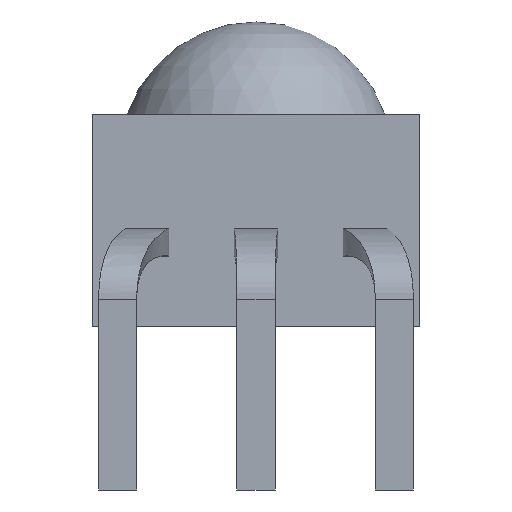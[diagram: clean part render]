
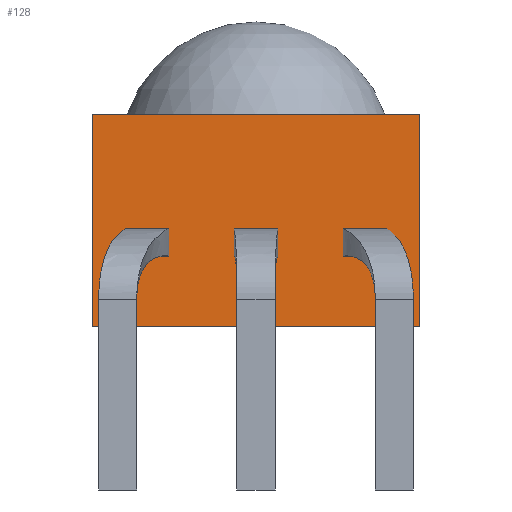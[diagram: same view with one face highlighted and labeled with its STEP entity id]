
A CAD part, left-side view. The second image highlights one B-rep face of the part: STEP entity #128.
In plain terms, the highlighted planar face has unit normal (-1, 0, 0).
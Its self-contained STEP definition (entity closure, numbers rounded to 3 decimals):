
#2 = CARTESIAN_POINT ( 'NONE',  ( -4.3, -2.4, 1.3 ) ) ;
#3 = LINE ( 'NONE', #1274, #328 ) ;
#11 = VECTOR ( 'NONE', #639, 1000. ) ;
#19 = EDGE_CURVE ( 'NONE', #333, #1131, #822, .T. ) ;
#38 = ORIENTED_EDGE ( 'NONE', *, *, #453, .F. ) ;
#41 = DIRECTION ( 'NONE',  ( 0., 1., 0. ) ) ;
#44 = FACE_OUTER_BOUND ( 'NONE', #1428, .T. ) ;
#49 = VERTEX_POINT ( 'NONE', #480 ) ;
#56 = VECTOR ( 'NONE', #1270, 1000. ) ;
#117 = LINE ( 'NONE', #1149, #185 ) ;
#127 = LINE ( 'NONE', #2, #1258 ) ;
#128 = ADVANCED_FACE ( 'NONE', ( #608, #44, #1439, #1476 ), #1017, .F. ) ;
#144 = CARTESIAN_POINT ( 'NONE',  ( -4.3, -0.4, 1.8 ) ) ;
#149 = DIRECTION ( 'NONE',  ( 0., -1., 0. ) ) ;
#156 = LINE ( 'NONE', #615, #278 ) ;
#159 = CARTESIAN_POINT ( 'NONE',  ( -4.3, -3., 0. ) ) ;
#160 = DIRECTION ( 'NONE',  ( 0., 0., -1. ) ) ;
#167 = CARTESIAN_POINT ( 'NONE',  ( -4.3, 0.4, 1.8 ) ) ;
#182 = VERTEX_POINT ( 'NONE', #965 ) ;
#185 = VECTOR ( 'NONE', #247, 1000. ) ;
#195 = ORIENTED_EDGE ( 'NONE', *, *, #465, .F. ) ;
#210 = CARTESIAN_POINT ( 'NONE',  ( -4.3, 0.4, 1.3 ) ) ;
#221 = EDGE_LOOP ( 'NONE', ( #304, #1113, #939, #307 ) ) ;
#231 = CARTESIAN_POINT ( 'NONE',  ( -4.3, -3., 3.9 ) ) ;
#240 = DIRECTION ( 'NONE',  ( 0., -1., 0. ) ) ;
#242 = EDGE_CURVE ( 'NONE', #868, #1395, #156, .T. ) ;
#247 = DIRECTION ( 'NONE',  ( 0., 0., -1. ) ) ;
#251 = CARTESIAN_POINT ( 'NONE',  ( -4.3, 1.6, 1.3 ) ) ;
#254 = DIRECTION ( 'NONE',  ( 0., 1., 0. ) ) ;
#278 = VECTOR ( 'NONE', #41, 1000. ) ;
#290 = LINE ( 'NONE', #167, #913 ) ;
#291 = ORIENTED_EDGE ( 'NONE', *, *, #772, .F. ) ;
#296 = CARTESIAN_POINT ( 'NONE',  ( -4.3, 2.4, 1.3 ) ) ;
#301 = ORIENTED_EDGE ( 'NONE', *, *, #1030, .F. ) ;
#304 = ORIENTED_EDGE ( 'NONE', *, *, #588, .F. ) ;
#307 = ORIENTED_EDGE ( 'NONE', *, *, #1388, .F. ) ;
#310 = CARTESIAN_POINT ( 'NONE',  ( -4.3, -0.4, 1.3 ) ) ;
#318 = CARTESIAN_POINT ( 'NONE',  ( -4.3, 2.4, 1.3 ) ) ;
#328 = VECTOR ( 'NONE', #376, 1000. ) ;
#333 = VERTEX_POINT ( 'NONE', #310 ) ;
#335 = DIRECTION ( 'NONE',  ( 0., 0., 1. ) ) ;
#342 = VERTEX_POINT ( 'NONE', #318 ) ;
#344 = LINE ( 'NONE', #799, #857 ) ;
#355 = CARTESIAN_POINT ( 'NONE',  ( -4.3, 0.4, 1.8 ) ) ;
#359 = CARTESIAN_POINT ( 'NONE',  ( -4.3, -2.4, 1.3 ) ) ;
#376 = DIRECTION ( 'NONE',  ( 0., 0., -1. ) ) ;
#408 = ORIENTED_EDGE ( 'NONE', *, *, #1326, .F. ) ;
#415 = VERTEX_POINT ( 'NONE', #359 ) ;
#416 = DIRECTION ( 'NONE',  ( 0., -1., 0. ) ) ;
#431 = VERTEX_POINT ( 'NONE', #930 ) ;
#453 = EDGE_CURVE ( 'NONE', #523, #333, #344, .T. ) ;
#454 = EDGE_LOOP ( 'NONE', ( #474, #815, #408, #679 ) ) ;
#464 = DIRECTION ( 'NONE',  ( 0., -1., 0. ) ) ;
#465 = EDGE_CURVE ( 'NONE', #1122, #431, #3, .T. ) ;
#474 = ORIENTED_EDGE ( 'NONE', *, *, #242, .F. ) ;
#480 = CARTESIAN_POINT ( 'NONE',  ( -4.3, -1.6, 1.8 ) ) ;
#486 = CARTESIAN_POINT ( 'NONE',  ( -4.3, 1.6, 1.3 ) ) ;
#494 = VECTOR ( 'NONE', #254, 1000. ) ;
#523 = VERTEX_POINT ( 'NONE', #210 ) ;
#558 = CARTESIAN_POINT ( 'NONE',  ( -4.3, 3., 0. ) ) ;
#568 = CARTESIAN_POINT ( 'NONE',  ( -4.3, 0.4, 1.8 ) ) ;
#572 = VECTOR ( 'NONE', #240, 1000. ) ;
#588 = EDGE_CURVE ( 'NONE', #1367, #49, #774, .T. ) ;
#602 = ORIENTED_EDGE ( 'NONE', *, *, #613, .F. ) ;
#608 = FACE_BOUND ( 'NONE', #221, .T. ) ;
#611 = DIRECTION ( 'NONE',  ( 1., 0., 0. ) ) ;
#612 = VECTOR ( 'NONE', #416, 1000. ) ;
#613 = EDGE_CURVE ( 'NONE', #1276, #1122, #1318, .T. ) ;
#615 = CARTESIAN_POINT ( 'NONE',  ( -4.3, 1.6, 1.8 ) ) ;
#639 = DIRECTION ( 'NONE',  ( 0., 0., 1. ) ) ;
#656 = CARTESIAN_POINT ( 'NONE',  ( -4.3, -1.6, 1.8 ) ) ;
#660 = LINE ( 'NONE', #296, #1208 ) ;
#679 = ORIENTED_EDGE ( 'NONE', *, *, #1255, .F. ) ;
#695 = EDGE_CURVE ( 'NONE', #415, #1367, #127, .T. ) ;
#696 = CARTESIAN_POINT ( 'NONE',  ( -4.3, 2.4, 1.8 ) ) ;
#737 = CARTESIAN_POINT ( 'NONE',  ( -4.3, 3., 3.9 ) ) ;
#767 = LINE ( 'NONE', #872, #612 ) ;
#769 = EDGE_CURVE ( 'NONE', #1276, #1209, #866, .T. ) ;
#772 = EDGE_CURVE ( 'NONE', #995, #523, #290, .T. ) ;
#774 = LINE ( 'NONE', #656, #1163 ) ;
#799 = CARTESIAN_POINT ( 'NONE',  ( -4.3, 0.4, 1.3 ) ) ;
#809 = VECTOR ( 'NONE', #958, 1000. ) ;
#813 = EDGE_LOOP ( 'NONE', ( #38, #291, #301, #1373 ) ) ;
#814 = CARTESIAN_POINT ( 'NONE',  ( -4.3, -0.4, 1.8 ) ) ;
#815 = ORIENTED_EDGE ( 'NONE', *, *, #838, .F. ) ;
#822 = LINE ( 'NONE', #814, #56 ) ;
#838 = EDGE_CURVE ( 'NONE', #1456, #868, #1018, .T. ) ;
#857 = VECTOR ( 'NONE', #464, 1000. ) ;
#866 = LINE ( 'NONE', #737, #809 ) ;
#868 = VERTEX_POINT ( 'NONE', #915 ) ;
#872 = CARTESIAN_POINT ( 'NONE',  ( -4.3, -1.6, 1.3 ) ) ;
#882 = VECTOR ( 'NONE', #1310, 1000. ) ;
#913 = VECTOR ( 'NONE', #160, 1000. ) ;
#915 = CARTESIAN_POINT ( 'NONE',  ( -4.3, 1.6, 1.8 ) ) ;
#930 = CARTESIAN_POINT ( 'NONE',  ( -4.3, -3., 0. ) ) ;
#939 = ORIENTED_EDGE ( 'NONE', *, *, #1253, .F. ) ;
#958 = DIRECTION ( 'NONE',  ( 0., 0., -1. ) ) ;
#965 = CARTESIAN_POINT ( 'NONE',  ( -4.3, -1.6, 1.3 ) ) ;
#988 = DIRECTION ( 'NONE',  ( 0., 1., 0. ) ) ;
#995 = VERTEX_POINT ( 'NONE', #355 ) ;
#1017 = PLANE ( 'NONE',  #1205 ) ;
#1018 = LINE ( 'NONE', #1127, #11 ) ;
#1026 = CARTESIAN_POINT ( 'NONE',  ( -4.3, -2.4, 1.8 ) ) ;
#1030 = EDGE_CURVE ( 'NONE', #1131, #995, #1167, .T. ) ;
#1086 = EDGE_CURVE ( 'NONE', #1209, #431, #1288, .T. ) ;
#1105 = ORIENTED_EDGE ( 'NONE', *, *, #769, .T. ) ;
#1113 = ORIENTED_EDGE ( 'NONE', *, *, #695, .F. ) ;
#1119 = DIRECTION ( 'NONE',  ( 0., 0., -1. ) ) ;
#1122 = VERTEX_POINT ( 'NONE', #1283 ) ;
#1127 = CARTESIAN_POINT ( 'NONE',  ( -4.3, 1.6, 1.3 ) ) ;
#1131 = VERTEX_POINT ( 'NONE', #144 ) ;
#1149 = CARTESIAN_POINT ( 'NONE',  ( -4.3, -1.6, 1.3 ) ) ;
#1163 = VECTOR ( 'NONE', #988, 1000. ) ;
#1167 = LINE ( 'NONE', #568, #494 ) ;
#1205 = AXIS2_PLACEMENT_3D ( 'NONE', #231, #611, #1297 ) ;
#1208 = VECTOR ( 'NONE', #1119, 1000. ) ;
#1209 = VERTEX_POINT ( 'NONE', #558 ) ;
#1213 = CARTESIAN_POINT ( 'NONE',  ( -4.3, 3., 3.9 ) ) ;
#1253 = EDGE_CURVE ( 'NONE', #182, #415, #767, .T. ) ;
#1255 = EDGE_CURVE ( 'NONE', #1395, #342, #660, .T. ) ;
#1258 = VECTOR ( 'NONE', #335, 1000. ) ;
#1270 = DIRECTION ( 'NONE',  ( 0., 0., 1. ) ) ;
#1274 = CARTESIAN_POINT ( 'NONE',  ( -4.3, -3., 3.9 ) ) ;
#1276 = VERTEX_POINT ( 'NONE', #1213 ) ;
#1283 = CARTESIAN_POINT ( 'NONE',  ( -4.3, -3., 3.9 ) ) ;
#1288 = LINE ( 'NONE', #159, #1333 ) ;
#1297 = DIRECTION ( 'NONE',  ( 0., 0., -1. ) ) ;
#1310 = DIRECTION ( 'NONE',  ( 0., -1., 0. ) ) ;
#1318 = LINE ( 'NONE', #1337, #882 ) ;
#1326 = EDGE_CURVE ( 'NONE', #342, #1456, #1485, .T. ) ;
#1333 = VECTOR ( 'NONE', #149, 1000. ) ;
#1337 = CARTESIAN_POINT ( 'NONE',  ( -4.3, -3., 3.9 ) ) ;
#1342 = ORIENTED_EDGE ( 'NONE', *, *, #1086, .T. ) ;
#1367 = VERTEX_POINT ( 'NONE', #1026 ) ;
#1373 = ORIENTED_EDGE ( 'NONE', *, *, #19, .F. ) ;
#1388 = EDGE_CURVE ( 'NONE', #49, #182, #117, .T. ) ;
#1395 = VERTEX_POINT ( 'NONE', #696 ) ;
#1428 = EDGE_LOOP ( 'NONE', ( #1342, #195, #602, #1105 ) ) ;
#1439 = FACE_BOUND ( 'NONE', #813, .T. ) ;
#1456 = VERTEX_POINT ( 'NONE', #486 ) ;
#1476 = FACE_BOUND ( 'NONE', #454, .T. ) ;
#1485 = LINE ( 'NONE', #251, #572 ) ;
